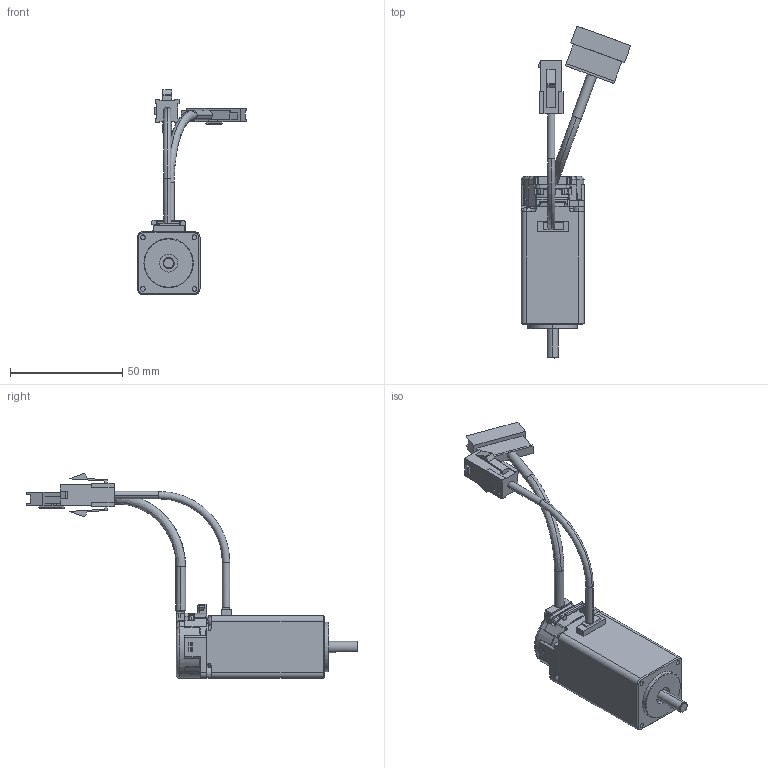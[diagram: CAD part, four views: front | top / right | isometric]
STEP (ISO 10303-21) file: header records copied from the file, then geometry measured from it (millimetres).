
FILE_DESCRIPTION (( 'STEP AP203' ), '1' );
FILE_NAME ('EzM-28L Assembly_091218.STEP', '2013-11-19T08:33:27', ( '' ), ( '' ), 'SwSTEP 2.0', 'SolidWorks 2012', '' );
FILE_SCHEMA (( 'CONFIG_CONTROL_DESIGN' ));
Products named in the file (11): EzM-28L Assembly_091218; Power_Cable_20-1; encoder_cable_28-1; EzM-28L; SW3dPS-R28i_R28i_Cover-1; SW3dPS-R28i_R28i_LeadFrame-1; SW3dPS-R28i_R28i_BaseStandoff-1; SW3dPS-R28i_Connector-1; SW3dPS-R28i_R28i_PCB-1; SW3dPS-R28i_R28i_Disk-1; SW3dPS-R28i_R28i_Hub-1
Assembly tree (10 placements, depth 2):
  EzM-28L Assembly_091218
    SW3dPS-R28i_R28i_Hub-1
    SW3dPS-R28i_R28i_Disk-1
    SW3dPS-R28i_R28i_PCB-1
    SW3dPS-R28i_Connector-1
    SW3dPS-R28i_R28i_BaseStandoff-1
    SW3dPS-R28i_R28i_LeadFrame-1
    SW3dPS-R28i_R28i_Cover-1
    EzM-28L
    encoder_cable_28-1
    Power_Cable_20-1
Bounding box: 48.86 x 148.06 x 91.42 mm (x, y, z)
Volume: 50298.1 mm3; surface area: 24509.8 mm2
Topology: 11 solids, 16 shells, 3948 faces, 11145 edges, 7347 vertices
Faces by surface type: plane 3276, cylinder 484, cone 101, bspline 81, torus 6
Entity records: 131837 total; most frequent: CARTESIAN_POINT 29716, ORIENTED_EDGE 22288, DIRECTION 18898, EDGE_CURVE 11146, LINE 9258, VECTOR 9258, VERTEX_POINT 7347, AXIS2_PLACEMENT_3D 4820
